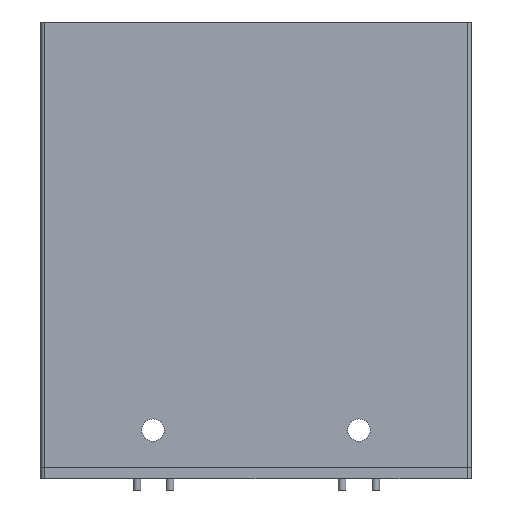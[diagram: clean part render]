
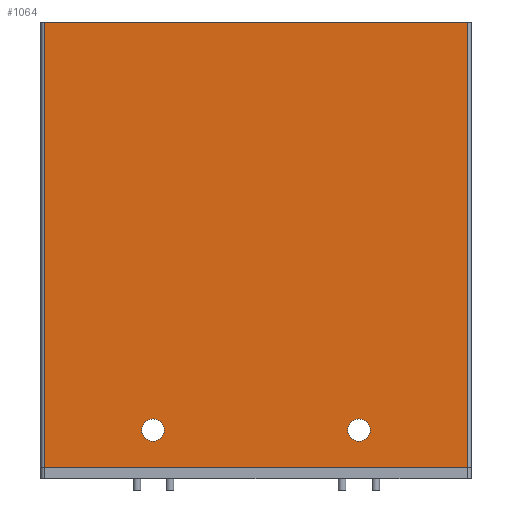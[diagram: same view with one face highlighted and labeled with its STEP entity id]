
A CAD part, left-side view. The second image highlights one B-rep face of the part: STEP entity #1064.
In plain terms, the highlighted planar face has unit normal (-1, 0, 0).
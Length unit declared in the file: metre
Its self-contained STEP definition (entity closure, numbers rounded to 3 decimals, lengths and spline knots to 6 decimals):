
#46=CIRCLE('',#1152,0.003);
#47=CIRCLE('',#1153,0.003);
#106=ORIENTED_EDGE('',*,*,#418,.F.);
#107=ORIENTED_EDGE('',*,*,#419,.F.);
#108=ORIENTED_EDGE('',*,*,#420,.T.);
#109=ORIENTED_EDGE('',*,*,#421,.T.);
#110=ORIENTED_EDGE('',*,*,#422,.F.);
#111=ORIENTED_EDGE('',*,*,#423,.T.);
#418=EDGE_CURVE('',#574,#574,#46,.T.);
#419=EDGE_CURVE('',#575,#575,#47,.T.);
#420=EDGE_CURVE('',#576,#577,#678,.T.);
#421=EDGE_CURVE('',#577,#578,#679,.F.);
#422=EDGE_CURVE('',#579,#578,#680,.T.);
#423=EDGE_CURVE('',#579,#576,#681,.T.);
#574=VERTEX_POINT('',#1621);
#575=VERTEX_POINT('',#1623);
#576=VERTEX_POINT('',#1625);
#577=VERTEX_POINT('',#1626);
#578=VERTEX_POINT('',#1628);
#579=VERTEX_POINT('',#1630);
#678=LINE('',#1624,#778);
#679=LINE('',#1627,#779);
#680=LINE('',#1629,#780);
#681=LINE('',#1631,#781);
#778=VECTOR('',#1283,1.);
#779=VECTOR('',#1284,1.);
#780=VECTOR('',#1285,1.);
#781=VECTOR('',#1286,1.);
#875=EDGE_LOOP('',(#106));
#876=EDGE_LOOP('',(#107));
#877=EDGE_LOOP('',(#108,#109,#110,#111));
#951=FACE_BOUND('',#875,.T.);
#952=FACE_BOUND('',#876,.T.);
#953=FACE_BOUND('',#877,.T.);
#1027=PLANE('',#1151);
#1064=ADVANCED_FACE('',(#951,#952,#953),#1027,.F.);
#1151=AXIS2_PLACEMENT_3D('',#1619,#1277,#1278);
#1152=AXIS2_PLACEMENT_3D('',#1620,#1279,#1280);
#1153=AXIS2_PLACEMENT_3D('',#1622,#1281,#1282);
#1277=DIRECTION('',(1.,0.,0.));
#1278=DIRECTION('',(0.,1.,0.));
#1279=DIRECTION('',(-1.,0.,0.));
#1280=DIRECTION('',(0.,-1.,0.));
#1281=DIRECTION('',(-1.,0.,0.));
#1282=DIRECTION('',(0.,-1.,0.));
#1283=DIRECTION('',(0.,-1.,0.));
#1284=DIRECTION('',(0.,0.,-1.));
#1285=DIRECTION('',(0.,-1.,0.));
#1286=DIRECTION('',(0.,0.,-1.));
#1619=CARTESIAN_POINT('',(-0.02937,0.005578,0.116));
#1620=CARTESIAN_POINT('',(-0.02937,0.033078,0.01));
#1621=CARTESIAN_POINT('',(-0.02937,0.030078,0.01));
#1622=CARTESIAN_POINT('',(-0.02937,-0.021922,0.01));
#1623=CARTESIAN_POINT('',(-0.02937,-0.024922,0.01));
#1624=CARTESIAN_POINT('',(-0.02937,0.005578,0.));
#1625=CARTESIAN_POINT('',(-0.02937,0.062078,0.));
#1626=CARTESIAN_POINT('',(-0.02937,-0.050922,0.));
#1627=CARTESIAN_POINT('',(-0.02937,-0.050922,0.116));
#1628=CARTESIAN_POINT('',(-0.02937,-0.050922,0.119));
#1629=CARTESIAN_POINT('',(-0.02937,0.005578,0.119));
#1630=CARTESIAN_POINT('',(-0.02937,0.062078,0.119));
#1631=CARTESIAN_POINT('',(-0.02937,0.062078,0.));
